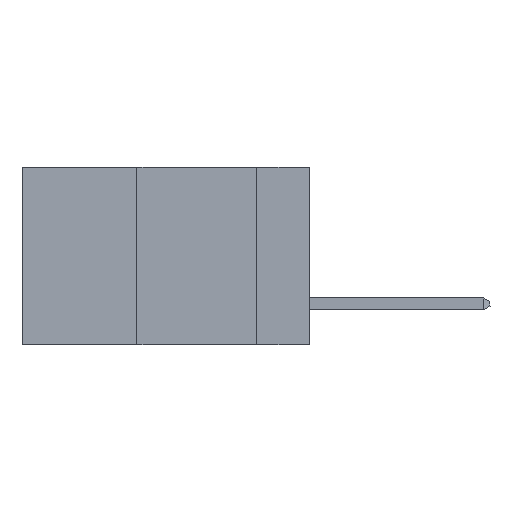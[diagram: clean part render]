
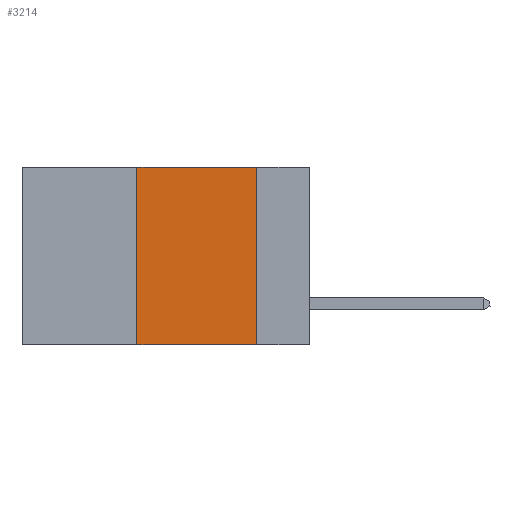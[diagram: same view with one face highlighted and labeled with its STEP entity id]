
A CAD part, left-side view. The second image highlights one B-rep face of the part: STEP entity #3214.
In plain terms, the highlighted planar face has unit normal (-1, 0, 0).
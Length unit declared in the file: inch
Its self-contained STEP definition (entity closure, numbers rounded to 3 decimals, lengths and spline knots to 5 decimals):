
#486 = CARTESIAN_POINT ( 'NONE',  ( 0., 0.6, -0.37 ) ) ;
#572 = DIRECTION ( 'NONE',  ( 0., -1., 0. ) ) ;
#603 = DIRECTION ( 'NONE',  ( 0., 0., -1. ) ) ;
#625 = CARTESIAN_POINT ( 'NONE',  ( 0., 0.36, 0. ) ) ;
#639 = CARTESIAN_POINT ( 'NONE',  ( 0., 0.11, 0. ) ) ;
#743 = DIRECTION ( 'NONE',  ( 0., 0., 1. ) ) ;
#769 = VERTEX_POINT ( 'NONE', #10854 ) ;
#998 = VERTEX_POINT ( 'NONE', #2099 ) ;
#1031 = ORIENTED_EDGE ( 'NONE', *, *, #5069, .F. ) ;
#1880 = VERTEX_POINT ( 'NONE', #11389 ) ;
#1946 = LINE ( 'NONE', #639, #12554 ) ;
#1982 = VECTOR ( 'NONE', #9783, 39.37008 ) ;
#2019 = AXIS2_PLACEMENT_3D ( 'NONE', #4590, #4441, #4472 ) ;
#2099 = CARTESIAN_POINT ( 'NONE',  ( 0., 0.11, 0. ) ) ;
#2447 = CARTESIAN_POINT ( 'NONE',  ( 0., 0.36, -0.37 ) ) ;
#3214 = ADVANCED_FACE ( 'NONE', ( #10912 ), #4759, .F. ) ;
#3306 = VERTEX_POINT ( 'NONE', #2447 ) ;
#3906 = ORIENTED_EDGE ( 'NONE', *, *, #5923, .F. ) ;
#4359 = LINE ( 'NONE', #486, #9600 ) ;
#4441 = DIRECTION ( 'NONE',  ( 1., 0., 0. ) ) ;
#4472 = DIRECTION ( 'NONE',  ( 0., 0., -1. ) ) ;
#4536 = EDGE_LOOP ( 'NONE', ( #3906, #1031, #5385, #13452 ) ) ;
#4590 = CARTESIAN_POINT ( 'NONE',  ( 0., 0.6, 0. ) ) ;
#4759 = PLANE ( 'NONE',  #2019 ) ;
#5069 = EDGE_CURVE ( 'NONE', #1880, #998, #5388, .T. ) ;
#5385 = ORIENTED_EDGE ( 'NONE', *, *, #5950, .F. ) ;
#5388 = LINE ( 'NONE', #9933, #1982 ) ;
#5923 = EDGE_CURVE ( 'NONE', #998, #769, #1946, .T. ) ;
#5950 = EDGE_CURVE ( 'NONE', #3306, #1880, #12847, .T. ) ;
#5974 = EDGE_CURVE ( 'NONE', #3306, #769, #4359, .T. ) ;
#7204 = VECTOR ( 'NONE', #743, 39.37008 ) ;
#9600 = VECTOR ( 'NONE', #572, 39.37008 ) ;
#9783 = DIRECTION ( 'NONE',  ( 0., -1., 0. ) ) ;
#9933 = CARTESIAN_POINT ( 'NONE',  ( 0., 0.6, 0. ) ) ;
#10854 = CARTESIAN_POINT ( 'NONE',  ( 0., 0.11, -0.37 ) ) ;
#10912 = FACE_OUTER_BOUND ( 'NONE', #4536, .T. ) ;
#11389 = CARTESIAN_POINT ( 'NONE',  ( 0., 0.36, 0. ) ) ;
#12554 = VECTOR ( 'NONE', #603, 39.37008 ) ;
#12847 = LINE ( 'NONE', #625, #7204 ) ;
#13452 = ORIENTED_EDGE ( 'NONE', *, *, #5974, .T. ) ;
